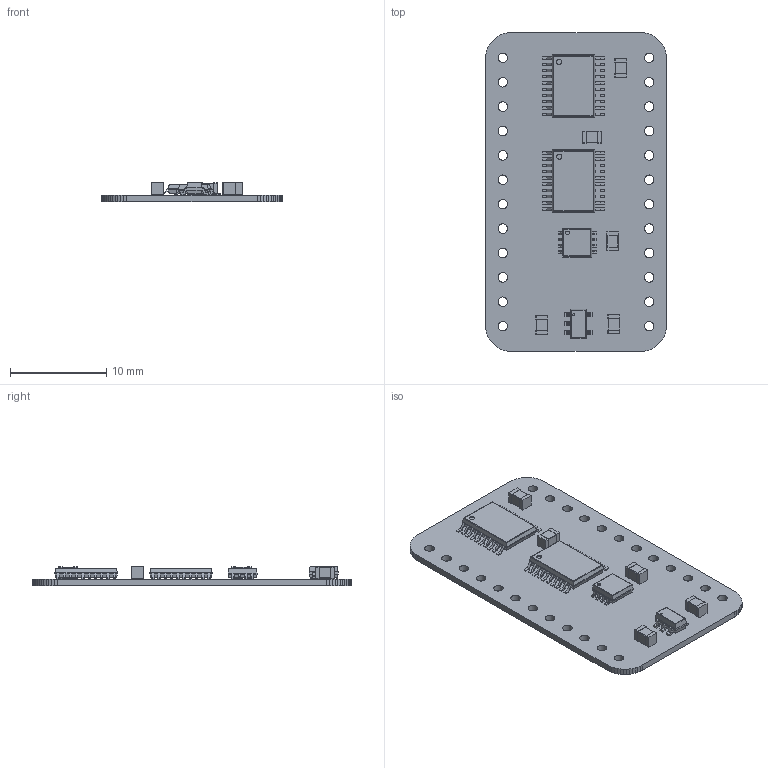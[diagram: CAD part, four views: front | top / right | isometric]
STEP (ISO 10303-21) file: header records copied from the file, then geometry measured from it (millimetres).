
FILE_DESCRIPTION(('KiCad electronic assembly'),'2;1');
FILE_NAME('Clock Hold Standard.step','2024-02-16T15:08:47',('Pcbnew'),( 'Kicad'),'Open CASCADE STEP processor 7.6','KiCad to STEP converter' ,'Unknown');
FILE_SCHEMA(('AUTOMOTIVE_DESIGN { 1 0 10303 214 1 1 1 1 }'));
Length unit declared in the file: millimetre
Products named in the file (10): Clock Hold Standard 1; C_0805_2012Metric; SOLID; AP7365-33WG-7; COMPOUND; 74LVC2G08DP-Q100H; 74LVC273PW,118; Clock Hold Standard PCB
Assembly tree (14 placements, depth 3):
  Clock Hold Standard 1
    C_0805_2012Metric  x5
      SOLID
    AP7365-33WG-7
      COMPOUND
    74LVC2G08DP-Q100H
      COMPOUND
    74LVC273PW,118  x2
      COMPOUND
    Clock Hold Standard PCB
Bounding box: 18.8 x 33.17 x 2.03 mm (x, y, z)
Volume: 493 mm3; surface area: 1628.6 mm2
Topology: 63 solids, 63 shells, 1007 faces, 2537 edges, 1670 vertices
Faces by surface type: plane 728, cylinder 279
Full cylindrical faces by diameter (mm): 0.2 x1, 0.375 x1, 0.55 x2, 1 x24
Entity records: 39458 total; most frequent: CARTESIAN_POINT 7610, DIRECTION 5963, LINE 3994, VECTOR 3994, ORIENTED_EDGE 3084, PCURVE 3084, DEFINITIONAL_REPRESENTATION 3084, EDGE_CURVE 1542
